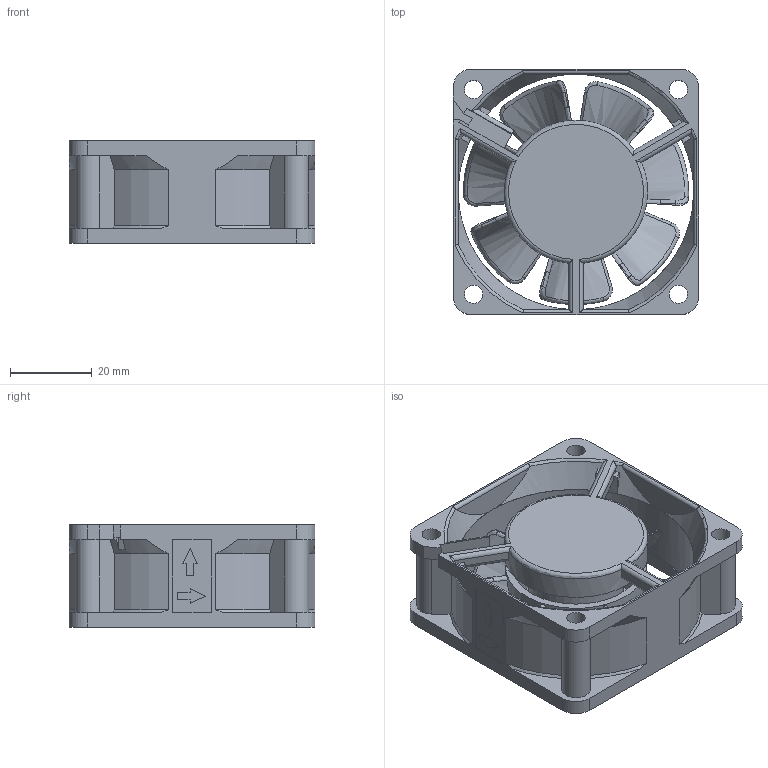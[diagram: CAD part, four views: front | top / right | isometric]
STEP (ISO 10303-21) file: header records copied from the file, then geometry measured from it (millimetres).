
FILE_DESCRIPTION( ( 'Unknown' ), '1' );
FILE_NAME( 'Fan 60x60x25mm.stp', 'Unknown', ( 'Unknown' ), ( 'Unknown' ), 'PSStep 13.0', 'Unknown', ' ' );
FILE_SCHEMA( ( 'AUTOMOTIVE_DESIGN { 1 0 10303 214 1 1 1 1 }' ) );
Length unit declared in the file: millimetre
Products named in the file (2): SW3dPS-fan 60x60x25 mm_Carcasa Ventilador 60x60
Bounding box: 60 x 60 x 25 mm (x, y, z)
Volume: 31152.7 mm3; surface area: 26329 mm2
Topology: 2 solids, 2 shells, 330 faces, 930 edges, 601 vertices
Faces by surface type: plane 120, bspline 91, cylinder 66, torus 27, cone 26
Full cylindrical faces by diameter (mm): 4.5 x4, 23.151 x1, 30.85 x1, 34.4 x1, 35 x1, 57.5 x1
Entity records: 22242 total; most frequent: CARTESIAN_POINT 12032, ORIENTED_EDGE 1824, DIRECTION 1215, EDGE_CURVE 912, VERTEX_POINT 597, AXIS2_PLACEMENT_3D 456, B_SPLINE_CURVE_WITH_KNOTS 394, EDGE_LOOP 355
